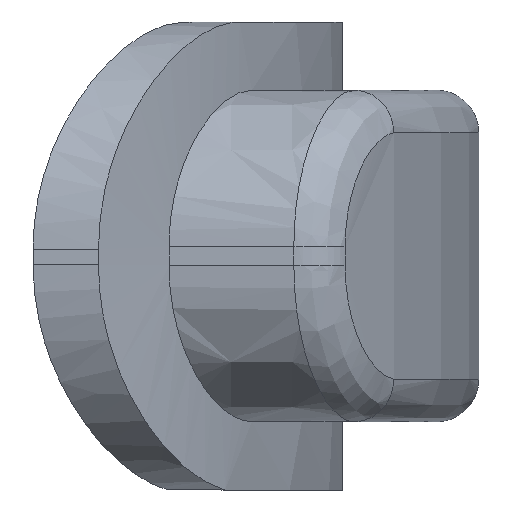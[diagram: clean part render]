
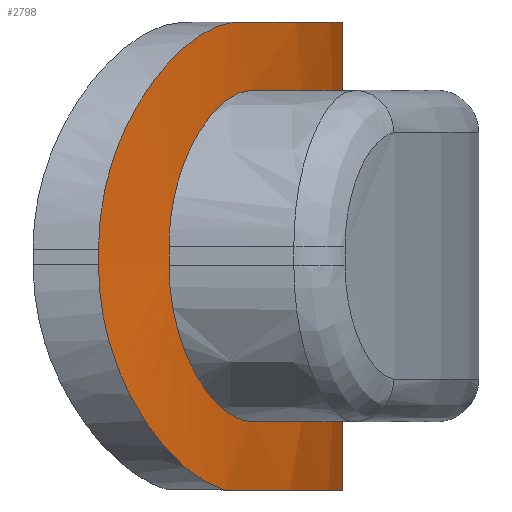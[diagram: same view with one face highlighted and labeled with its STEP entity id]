
A CAD part, front view. The second image highlights one B-rep face of the part: STEP entity #2798.
In plain terms, the highlighted cylindrical face has radius 27.542 mm (diameter 55.084 mm), a partial arc.
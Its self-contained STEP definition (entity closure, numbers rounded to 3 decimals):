
#24=CYLINDRICAL_SURFACE('',#2986,27.542);
#156=FACE_OUTER_BOUND('',#329,.T.);
#329=EDGE_LOOP('',(#1877,#1878,#1879,#1880,#1881,#1882,#1883,#1884,#1885,
#1886,#1887,#1888));
#494=CIRCLE('',#2977,27.542);
#497=CIRCLE('',#2987,27.542);
#498=CIRCLE('',#2988,27.542);
#499=CIRCLE('',#2989,27.542);
#526=B_SPLINE_CURVE_WITH_KNOTS('',3,(#3619,#3620,#3621,#3622,#3623,#3624,
#3625,#3626,#3627,#3628,#3629,#3630),.UNSPECIFIED.,.F.,.F.,(4,2,2,2,2,4),
(0.084,0.279,0.555,0.774,
0.874,0.968),.UNSPECIFIED.);
#528=B_SPLINE_CURVE_WITH_KNOTS('',3,(#3641,#3642,#3643,#3644,#3645,#3646,
#3647,#3648,#3649,#3650,#3651,#3652),.UNSPECIFIED.,.F.,.F.,(4,2,2,2,2,4),
(-0.652,-0.584,-0.513,-0.365,
-0.185,0.),.UNSPECIFIED.);
#529=B_SPLINE_CURVE_WITH_KNOTS('',3,(#3656,#3657,#3658,#3659,#3660,#3661,
#3662,#3663,#3664,#3665,#3666,#3667),.UNSPECIFIED.,.F.,.F.,(4,2,2,2,2,4),
(-0.65,-0.548,-0.439,-0.277,
-0.134,0.),.UNSPECIFIED.);
#530=B_SPLINE_CURVE_WITH_KNOTS('',3,(#3675,#3676,#3677,#3678,#3679,#3680,
#3681,#3682,#3683,#3684,#3685,#3686),.UNSPECIFIED.,.F.,.F.,(4,2,2,2,2,4),
(0.,0.185,0.389,0.638,0.807,
0.963),.UNSPECIFIED.);
#869=LINE('',#3637,#974);
#870=LINE('',#3654,#975);
#871=LINE('',#3671,#976);
#872=LINE('',#3687,#977);
#974=VECTOR('',#3113,10.);
#975=VECTOR('',#3116,10.);
#976=VECTOR('',#3119,10.);
#977=VECTOR('',#3122,10.);
#1066=VERTEX_POINT('',#3396);
#1067=VERTEX_POINT('',#3398);
#1097=VERTEX_POINT('',#3618);
#1098=VERTEX_POINT('',#3636);
#1099=VERTEX_POINT('',#3638);
#1100=VERTEX_POINT('',#3640);
#1101=VERTEX_POINT('',#3653);
#1102=VERTEX_POINT('',#3655);
#1103=VERTEX_POINT('',#3668);
#1104=VERTEX_POINT('',#3670);
#1105=VERTEX_POINT('',#3672);
#1106=VERTEX_POINT('',#3674);
#1360=EDGE_CURVE('',#1066,#1067,#494,.T.);
#1399=EDGE_CURVE('',#1067,#1097,#526,.T.);
#1401=EDGE_CURVE('',#1098,#1066,#869,.T.);
#1402=EDGE_CURVE('',#1099,#1098,#497,.T.);
#1403=EDGE_CURVE('',#1100,#1099,#528,.T.);
#1404=EDGE_CURVE('',#1101,#1100,#870,.T.);
#1405=EDGE_CURVE('',#1102,#1101,#529,.T.);
#1406=EDGE_CURVE('',#1103,#1102,#498,.T.);
#1407=EDGE_CURVE('',#1103,#1104,#871,.T.);
#1408=EDGE_CURVE('',#1105,#1104,#499,.T.);
#1409=EDGE_CURVE('',#1106,#1105,#530,.T.);
#1410=EDGE_CURVE('',#1106,#1097,#872,.T.);
#1877=ORIENTED_EDGE('',*,*,#1360,.F.);
#1878=ORIENTED_EDGE('',*,*,#1401,.F.);
#1879=ORIENTED_EDGE('',*,*,#1402,.F.);
#1880=ORIENTED_EDGE('',*,*,#1403,.F.);
#1881=ORIENTED_EDGE('',*,*,#1404,.F.);
#1882=ORIENTED_EDGE('',*,*,#1405,.F.);
#1883=ORIENTED_EDGE('',*,*,#1406,.F.);
#1884=ORIENTED_EDGE('',*,*,#1407,.T.);
#1885=ORIENTED_EDGE('',*,*,#1408,.F.);
#1886=ORIENTED_EDGE('',*,*,#1409,.F.);
#1887=ORIENTED_EDGE('',*,*,#1410,.T.);
#1888=ORIENTED_EDGE('',*,*,#1399,.F.);
#2798=ADVANCED_FACE('',(#156),#24,.T.);
#2977=AXIS2_PLACEMENT_3D('',#3399,#3075,#3076);
#2986=AXIS2_PLACEMENT_3D('',#3635,#3111,#3112);
#2987=AXIS2_PLACEMENT_3D('',#3639,#3114,#3115);
#2988=AXIS2_PLACEMENT_3D('',#3669,#3117,#3118);
#2989=AXIS2_PLACEMENT_3D('',#3673,#3120,#3121);
#3075=DIRECTION('center_axis',(0.,0.,-1.));
#3076=DIRECTION('ref_axis',(0.78,-0.626,0.));
#3111=DIRECTION('center_axis',(0.,0.,-1.));
#3112=DIRECTION('ref_axis',(0.78,-0.626,0.));
#3113=DIRECTION('',(0.,0.,-1.));
#3114=DIRECTION('center_axis',(0.,0.,1.));
#3115=DIRECTION('ref_axis',(0.78,-0.626,0.));
#3116=DIRECTION('',(0.,0.,-1.));
#3117=DIRECTION('center_axis',(0.,0.,-1.));
#3118=DIRECTION('ref_axis',(0.78,-0.626,0.));
#3119=DIRECTION('',(0.,0.,1.));
#3120=DIRECTION('center_axis',(0.,0.,1.));
#3121=DIRECTION('ref_axis',(0.78,-0.626,0.));
#3122=DIRECTION('',(0.,0.,-1.));
#3396=CARTESIAN_POINT('',(-3.4,17.25,-5.825));
#3398=CARTESIAN_POINT('',(-6.321,4.906,-5.825));
#3399=CARTESIAN_POINT('Origin',(-30.942,17.25,-5.825));
#3618=CARTESIAN_POINT('',(-9.471,0.,-0.218));
#3619=CARTESIAN_POINT('Ctrl Pts',(-6.321,4.906,-5.825));
#3620=CARTESIAN_POINT('Ctrl Pts',(-6.61,4.33,-5.748));
#3621=CARTESIAN_POINT('Ctrl Pts',(-6.915,3.773,-5.583));
#3622=CARTESIAN_POINT('Ctrl Pts',(-7.656,2.518,-4.994));
#3623=CARTESIAN_POINT('Ctrl Pts',(-8.095,1.854,-4.489));
#3624=CARTESIAN_POINT('Ctrl Pts',(-8.777,0.894,-3.341));
#3625=CARTESIAN_POINT('Ctrl Pts',(-9.04,0.548,-2.747));
#3626=CARTESIAN_POINT('Ctrl Pts',(-9.303,0.211,-1.781));
#3627=CARTESIAN_POINT('Ctrl Pts',(-9.368,0.129,-1.465));
#3628=CARTESIAN_POINT('Ctrl Pts',(-9.451,0.026,-0.837));
#3629=CARTESIAN_POINT('Ctrl Pts',(-9.471,0.,
-0.529));
#3630=CARTESIAN_POINT('Ctrl Pts',(-9.471,0.,
-0.218));
#3635=CARTESIAN_POINT('Origin',(-30.942,17.25,-4.125));
#3636=CARTESIAN_POINT('',(-3.4,17.25,-4.125));
#3637=CARTESIAN_POINT('',(-3.4,17.25,-4.125));
#3638=CARTESIAN_POINT('',(-5.653,6.339,-4.125));
#3639=CARTESIAN_POINT('Origin',(-30.942,17.25,-4.125));
#3640=CARTESIAN_POINT('',(-7.714,2.45,-0.236));
#3641=CARTESIAN_POINT('Ctrl Pts',(-7.714,2.45,-0.236));
#3642=CARTESIAN_POINT('Ctrl Pts',(-7.714,2.45,-0.461));
#3643=CARTESIAN_POINT('Ctrl Pts',(-7.702,2.47,-0.685));
#3644=CARTESIAN_POINT('Ctrl Pts',(-7.652,2.549,-1.139));
#3645=CARTESIAN_POINT('Ctrl Pts',(-7.613,2.61,-1.365));
#3646=CARTESIAN_POINT('Ctrl Pts',(-7.459,2.857,-2.034));
#3647=CARTESIAN_POINT('Ctrl Pts',(-7.309,3.102,-2.44));
#3648=CARTESIAN_POINT('Ctrl Pts',(-6.921,3.769,-3.207));
#3649=CARTESIAN_POINT('Ctrl Pts',(-6.674,4.215,-3.538));
#3650=CARTESIAN_POINT('Ctrl Pts',(-6.162,5.215,-4.001));
#3651=CARTESIAN_POINT('Ctrl Pts',(-5.898,5.772,-4.125));
#3652=CARTESIAN_POINT('Ctrl Pts',(-5.653,6.339,-4.125));
#3653=CARTESIAN_POINT('',(-7.714,2.45,0.236));
#3654=CARTESIAN_POINT('',(-7.714,2.45,-4.125));
#3655=CARTESIAN_POINT('',(-5.653,6.339,4.125));
#3656=CARTESIAN_POINT('Ctrl Pts',(-5.653,6.339,4.125));
#3657=CARTESIAN_POINT('Ctrl Pts',(-5.789,6.025,4.125));
#3658=CARTESIAN_POINT('Ctrl Pts',(-5.93,5.714,4.087));
#3659=CARTESIAN_POINT('Ctrl Pts',(-6.226,5.093,3.934));
#3660=CARTESIAN_POINT('Ctrl Pts',(-6.38,4.784,3.816));
#3661=CARTESIAN_POINT('Ctrl Pts',(-6.759,4.06,3.426));
#3662=CARTESIAN_POINT('Ctrl Pts',(-6.979,3.668,3.108));
#3663=CARTESIAN_POINT('Ctrl Pts',(-7.335,3.059,2.373));
#3664=CARTESIAN_POINT('Ctrl Pts',(-7.476,2.83,1.975));
#3665=CARTESIAN_POINT('Ctrl Pts',(-7.665,2.527,1.123));
#3666=CARTESIAN_POINT('Ctrl Pts',(-7.714,2.45,0.684));
#3667=CARTESIAN_POINT('Ctrl Pts',(-7.714,2.45,0.236));
#3668=CARTESIAN_POINT('',(-3.4,17.25,4.125));
#3669=CARTESIAN_POINT('Origin',(-30.942,17.25,4.125));
#3670=CARTESIAN_POINT('',(-3.4,17.25,5.825));
#3671=CARTESIAN_POINT('',(-3.4,17.25,4.125));
#3672=CARTESIAN_POINT('',(-5.959,5.657,5.825));
#3673=CARTESIAN_POINT('Origin',(-30.942,17.25,5.825));
#3674=CARTESIAN_POINT('',(-9.471,0.,0.168));
#3675=CARTESIAN_POINT('Ctrl Pts',(-9.471,0.,
0.168));
#3676=CARTESIAN_POINT('Ctrl Pts',(-9.471,0.,
0.784));
#3677=CARTESIAN_POINT('Ctrl Pts',(-9.39,0.1,1.385));
#3678=CARTESIAN_POINT('Ctrl Pts',(-9.079,0.498,2.581));
#3679=CARTESIAN_POINT('Ctrl Pts',(-8.841,0.809,3.149));
#3680=CARTESIAN_POINT('Ctrl Pts',(-8.23,1.66,4.243));
#3681=CARTESIAN_POINT('Ctrl Pts',(-7.841,2.235,4.732));
#3682=CARTESIAN_POINT('Ctrl Pts',(-7.182,3.311,5.34));
#3683=CARTESIAN_POINT('Ctrl Pts',(-6.913,3.778,5.528));
#3684=CARTESIAN_POINT('Ctrl Pts',(-6.412,4.716,5.765));
#3685=CARTESIAN_POINT('Ctrl Pts',(-6.179,5.183,5.825));
#3686=CARTESIAN_POINT('Ctrl Pts',(-5.959,5.657,5.825));
#3687=CARTESIAN_POINT('',(-9.471,0.,-4.125));
